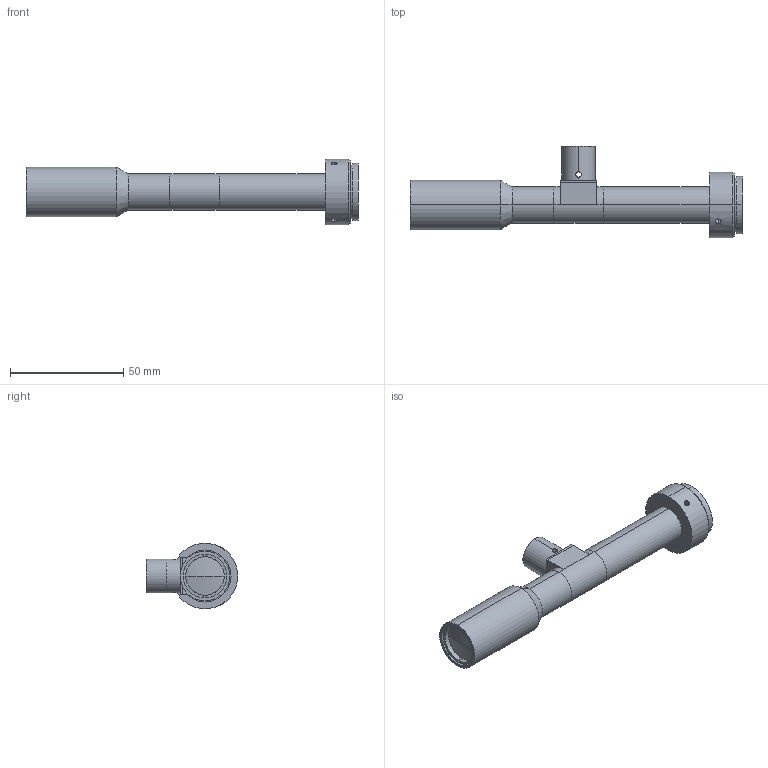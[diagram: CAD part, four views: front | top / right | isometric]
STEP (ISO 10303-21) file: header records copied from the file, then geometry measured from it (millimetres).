
FILE_DESCRIPTION (( 'STEP AP203' ), '1' );
FILE_NAME ('XF-T1X150D蚾饜芞-20150122V5.STEP', '2016-03-11T07:21:49', ( 'cherishsunshine' ), ( '' ), 'SwSTEP 2.0', 'SolidWorks 2014', '' );
FILE_SCHEMA (( 'CONFIG_CONTROL_DESIGN' ));
Length unit declared in the file: millimetre
Products named in the file (1): XF-T1X150D蚾饜芞-20150122V5
Bounding box: 146.82 x 40.5 x 29 mm (x, y, z)
Surface area: 15905.5 mm2 (no closed solid volume)
Topology: 0 solids, 8 shells, 93 faces, 242 edges, 161 vertices
Faces by surface type: cylinder 57, plane 30, cone 4, sphere 2
Entity records: 3316 total; most frequent: CARTESIAN_POINT 885, DIRECTION 530, ORIENTED_EDGE 424, EDGE_CURVE 242, AXIS2_PLACEMENT_3D 214, VERTEX_POINT 161, EDGE_LOOP 121, CIRCLE 120
